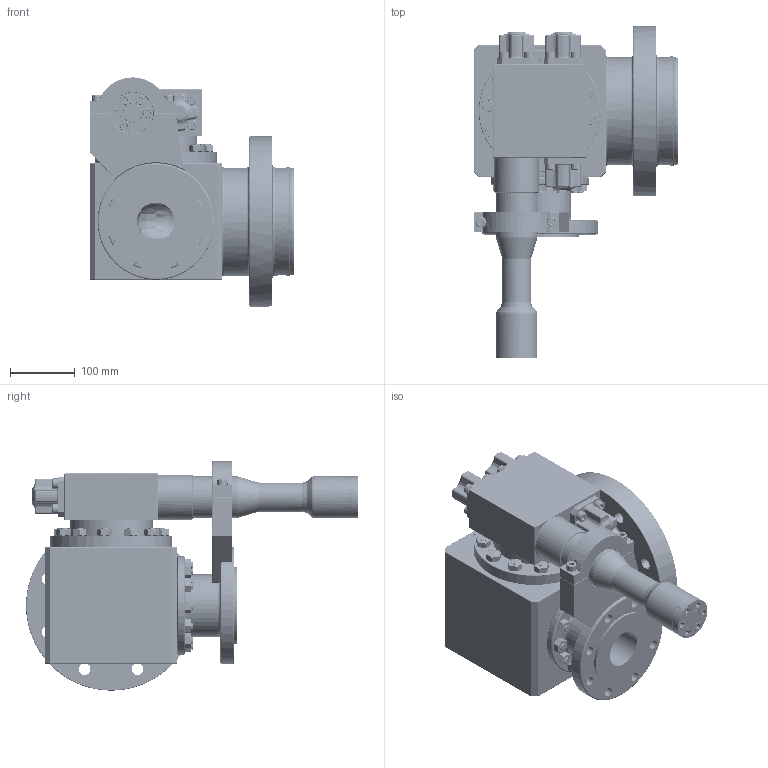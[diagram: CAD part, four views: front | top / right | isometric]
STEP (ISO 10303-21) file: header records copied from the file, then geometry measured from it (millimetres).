
FILE_DESCRIPTION(('FreeCAD Model'),'2;1');
FILE_NAME('Open CASCADE Shape Model','2025-05-03T07:42:30',('FreeCAD'),( 'FreeCAD'),'Open CASCADE STEP processor 7.6','FreeCAD','Unknown');
FILE_SCHEMA(('AUTOMOTIVE_DESIGN { 1 0 10303 214 1 1 1 1 }'));
Products named in the file (1): Open CASCADE STEP translator 7.6 1
Bounding box: 315.35 x 512.14 x 353.59 mm (x, y, z)
Volume: 13956143.6 mm3; surface area: 1257255 mm2
Topology: 89 solids, 89 shells, 5130 faces, 13606 edges, 8723 vertices
Faces by surface type: bspline 5130
Entity records: 522388 total; most frequent: CARTESIAN_POINT 445523, ORIENTED_EDGE 27112, EDGE_CURVE 13556, B_SPLINE_CURVE_WITH_KNOTS 10659, VERTEX_POINT 8711, FACE_BOUND 5385, EDGE_LOOP 5385, ADVANCED_FACE 5118
